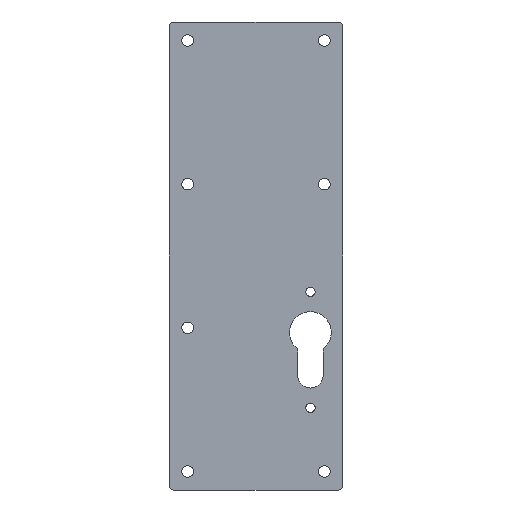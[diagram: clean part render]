
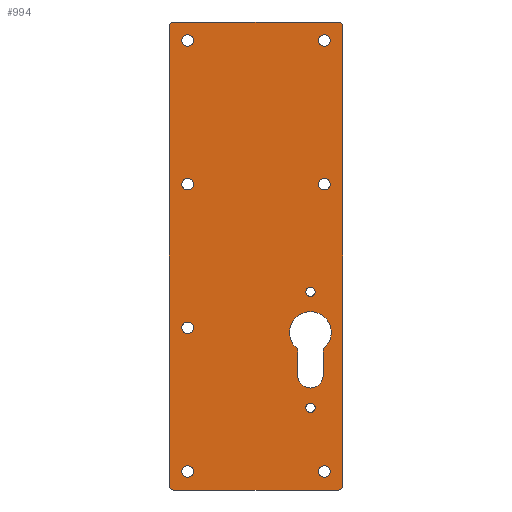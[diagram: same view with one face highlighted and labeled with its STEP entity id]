
A CAD part, left-side view. The second image highlights one B-rep face of the part: STEP entity #994.
In plain terms, the highlighted planar face has unit normal (-1, 0, 0).
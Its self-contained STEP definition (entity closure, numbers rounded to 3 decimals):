
#61=CARTESIAN_POINT('Vertex',(0.,-14.,150.5)) ;
#66=CARTESIAN_POINT('Line Origine',(0.,-14.,51.5)) ;
#70=CARTESIAN_POINT('Vertex',(0.,-14.,-47.5)) ;
#97=CARTESIAN_POINT('Axis2P3D Location',(0.,-12.,-47.5)) ;
#101=CARTESIAN_POINT('Vertex',(0.,-12.,-49.5)) ;
#128=CARTESIAN_POINT('Line Origine',(0.,23.5,-49.5)) ;
#132=CARTESIAN_POINT('Vertex',(0.,59.,-49.5)) ;
#159=CARTESIAN_POINT('Axis2P3D Location',(0.,59.,-47.5)) ;
#163=CARTESIAN_POINT('Vertex',(0.,61.,-47.5)) ;
#190=CARTESIAN_POINT('Line Origine',(0.,61.,51.5)) ;
#194=CARTESIAN_POINT('Vertex',(0.,61.,150.5)) ;
#221=CARTESIAN_POINT('Axis2P3D Location',(0.,59.,150.5)) ;
#225=CARTESIAN_POINT('Vertex',(0.,59.,152.5)) ;
#252=CARTESIAN_POINT('Line Origine',(0.,23.5,152.5)) ;
#256=CARTESIAN_POINT('Vertex',(0.,-12.,152.5)) ;
#283=CARTESIAN_POINT('Axis2P3D Location',(0.,-12.,150.5)) ;
#318=CARTESIAN_POINT('Vertex',(0.,2.,36.)) ;
#321=CARTESIAN_POINT('Axis2P3D Location',(0.,0.,36.)) ;
#325=CARTESIAN_POINT('Vertex',(0.,-2.,36.)) ;
#345=CARTESIAN_POINT('Axis2P3D Location',(0.,0.,36.)) ;
#375=CARTESIAN_POINT('Vertex',(0.,2.,-14.)) ;
#378=CARTESIAN_POINT('Axis2P3D Location',(0.,0.,-14.)) ;
#382=CARTESIAN_POINT('Vertex',(0.,-2.,-14.)) ;
#402=CARTESIAN_POINT('Axis2P3D Location',(0.,0.,-14.)) ;
#432=CARTESIAN_POINT('Vertex',(0.,55.5,144.5)) ;
#435=CARTESIAN_POINT('Axis2P3D Location',(0.,53.,144.5)) ;
#439=CARTESIAN_POINT('Vertex',(0.,50.5,144.5)) ;
#459=CARTESIAN_POINT('Axis2P3D Location',(0.,53.,144.5)) ;
#489=CARTESIAN_POINT('Vertex',(0.,-3.5,144.5)) ;
#492=CARTESIAN_POINT('Axis2P3D Location',(0.,-6.,144.5)) ;
#496=CARTESIAN_POINT('Vertex',(0.,-8.5,144.5)) ;
#516=CARTESIAN_POINT('Axis2P3D Location',(0.,-6.,144.5)) ;
#546=CARTESIAN_POINT('Vertex',(0.,55.5,-41.5)) ;
#549=CARTESIAN_POINT('Axis2P3D Location',(0.,53.,-41.5)) ;
#553=CARTESIAN_POINT('Vertex',(0.,50.5,-41.5)) ;
#573=CARTESIAN_POINT('Axis2P3D Location',(0.,53.,-41.5)) ;
#603=CARTESIAN_POINT('Vertex',(0.,-3.5,-41.5)) ;
#606=CARTESIAN_POINT('Axis2P3D Location',(0.,-6.,-41.5)) ;
#610=CARTESIAN_POINT('Vertex',(0.,-8.5,-41.5)) ;
#630=CARTESIAN_POINT('Axis2P3D Location',(0.,-6.,-41.5)) ;
#660=CARTESIAN_POINT('Vertex',(0.,55.5,82.5)) ;
#663=CARTESIAN_POINT('Axis2P3D Location',(0.,53.,82.5)) ;
#667=CARTESIAN_POINT('Vertex',(0.,50.5,82.5)) ;
#687=CARTESIAN_POINT('Axis2P3D Location',(0.,53.,82.5)) ;
#717=CARTESIAN_POINT('Vertex',(0.,55.5,20.5)) ;
#720=CARTESIAN_POINT('Axis2P3D Location',(0.,53.,20.5)) ;
#724=CARTESIAN_POINT('Vertex',(0.,50.5,20.5)) ;
#744=CARTESIAN_POINT('Axis2P3D Location',(0.,53.,20.5)) ;
#774=CARTESIAN_POINT('Vertex',(0.,-3.5,82.5)) ;
#777=CARTESIAN_POINT('Axis2P3D Location',(0.,-6.,82.5)) ;
#781=CARTESIAN_POINT('Vertex',(0.,-8.5,82.5)) ;
#801=CARTESIAN_POINT('Axis2P3D Location',(0.,-6.,82.5)) ;
#831=CARTESIAN_POINT('Vertex',(0.,-5.5,0.)) ;
#834=CARTESIAN_POINT('Line Origine',(0.,-5.5,5.688)) ;
#838=CARTESIAN_POINT('Vertex',(0.,-5.5,11.376)) ;
#865=CARTESIAN_POINT('Axis2P3D Location',(0.,0.,18.5)) ;
#869=CARTESIAN_POINT('Vertex',(0.,5.5,11.376)) ;
#896=CARTESIAN_POINT('Line Origine',(0.,5.5,5.688)) ;
#900=CARTESIAN_POINT('Vertex',(0.,5.5,0.)) ;
#925=CARTESIAN_POINT('Axis2P3D Location',(0.,0.,0.)) ;
#937=CARTESIAN_POINT('Axis2P3D Location',(0.,0.,0.)) ;
#67=DIRECTION('Vector Direction',(0.,0.,-1.)) ;
#98=DIRECTION('Axis2P3D Direction',(1.,0.,0.)) ;
#129=DIRECTION('Vector Direction',(0.,-1.,0.)) ;
#160=DIRECTION('Axis2P3D Direction',(1.,0.,0.)) ;
#191=DIRECTION('Vector Direction',(0.,0.,-1.)) ;
#222=DIRECTION('Axis2P3D Direction',(1.,0.,0.)) ;
#253=DIRECTION('Vector Direction',(0.,1.,0.)) ;
#284=DIRECTION('Axis2P3D Direction',(1.,0.,0.)) ;
#322=DIRECTION('Axis2P3D Direction',(1.,0.,0.)) ;
#346=DIRECTION('Axis2P3D Direction',(1.,0.,0.)) ;
#379=DIRECTION('Axis2P3D Direction',(1.,0.,0.)) ;
#403=DIRECTION('Axis2P3D Direction',(1.,0.,0.)) ;
#436=DIRECTION('Axis2P3D Direction',(1.,0.,0.)) ;
#460=DIRECTION('Axis2P3D Direction',(1.,0.,0.)) ;
#493=DIRECTION('Axis2P3D Direction',(1.,0.,0.)) ;
#517=DIRECTION('Axis2P3D Direction',(1.,0.,0.)) ;
#550=DIRECTION('Axis2P3D Direction',(1.,0.,0.)) ;
#574=DIRECTION('Axis2P3D Direction',(1.,0.,0.)) ;
#607=DIRECTION('Axis2P3D Direction',(1.,0.,0.)) ;
#631=DIRECTION('Axis2P3D Direction',(1.,0.,0.)) ;
#664=DIRECTION('Axis2P3D Direction',(1.,0.,0.)) ;
#688=DIRECTION('Axis2P3D Direction',(1.,0.,0.)) ;
#721=DIRECTION('Axis2P3D Direction',(1.,0.,0.)) ;
#745=DIRECTION('Axis2P3D Direction',(1.,0.,0.)) ;
#778=DIRECTION('Axis2P3D Direction',(1.,0.,0.)) ;
#802=DIRECTION('Axis2P3D Direction',(1.,0.,0.)) ;
#835=DIRECTION('Vector Direction',(0.,0.,1.)) ;
#866=DIRECTION('Axis2P3D Direction',(1.,0.,0.)) ;
#897=DIRECTION('Vector Direction',(0.,0.,1.)) ;
#926=DIRECTION('Axis2P3D Direction',(1.,0.,0.)) ;
#938=DIRECTION('Axis2P3D Direction',(1.,0.,0.)) ;
#939=DIRECTION('Axis2P3D XDirection',(0.,1.,0.)) ;
#99=AXIS2_PLACEMENT_3D('Circle Axis2P3D',#97,#98,$) ;
#161=AXIS2_PLACEMENT_3D('Circle Axis2P3D',#159,#160,$) ;
#223=AXIS2_PLACEMENT_3D('Circle Axis2P3D',#221,#222,$) ;
#285=AXIS2_PLACEMENT_3D('Circle Axis2P3D',#283,#284,$) ;
#323=AXIS2_PLACEMENT_3D('Circle Axis2P3D',#321,#322,$) ;
#347=AXIS2_PLACEMENT_3D('Circle Axis2P3D',#345,#346,$) ;
#380=AXIS2_PLACEMENT_3D('Circle Axis2P3D',#378,#379,$) ;
#404=AXIS2_PLACEMENT_3D('Circle Axis2P3D',#402,#403,$) ;
#437=AXIS2_PLACEMENT_3D('Circle Axis2P3D',#435,#436,$) ;
#461=AXIS2_PLACEMENT_3D('Circle Axis2P3D',#459,#460,$) ;
#494=AXIS2_PLACEMENT_3D('Circle Axis2P3D',#492,#493,$) ;
#518=AXIS2_PLACEMENT_3D('Circle Axis2P3D',#516,#517,$) ;
#551=AXIS2_PLACEMENT_3D('Circle Axis2P3D',#549,#550,$) ;
#575=AXIS2_PLACEMENT_3D('Circle Axis2P3D',#573,#574,$) ;
#608=AXIS2_PLACEMENT_3D('Circle Axis2P3D',#606,#607,$) ;
#632=AXIS2_PLACEMENT_3D('Circle Axis2P3D',#630,#631,$) ;
#665=AXIS2_PLACEMENT_3D('Circle Axis2P3D',#663,#664,$) ;
#689=AXIS2_PLACEMENT_3D('Circle Axis2P3D',#687,#688,$) ;
#722=AXIS2_PLACEMENT_3D('Circle Axis2P3D',#720,#721,$) ;
#746=AXIS2_PLACEMENT_3D('Circle Axis2P3D',#744,#745,$) ;
#779=AXIS2_PLACEMENT_3D('Circle Axis2P3D',#777,#778,$) ;
#803=AXIS2_PLACEMENT_3D('Circle Axis2P3D',#801,#802,$) ;
#867=AXIS2_PLACEMENT_3D('Circle Axis2P3D',#865,#866,$) ;
#927=AXIS2_PLACEMENT_3D('Circle Axis2P3D',#925,#926,$) ;
#940=AXIS2_PLACEMENT_3D('Plane Axis2P3D',#937,#938,#939) ;
#943=ORIENTED_EDGE('',*,*,#287,.F.) ;
#944=ORIENTED_EDGE('',*,*,#258,.F.) ;
#945=ORIENTED_EDGE('',*,*,#227,.F.) ;
#946=ORIENTED_EDGE('',*,*,#196,.F.) ;
#947=ORIENTED_EDGE('',*,*,#165,.F.) ;
#948=ORIENTED_EDGE('',*,*,#134,.F.) ;
#949=ORIENTED_EDGE('',*,*,#103,.F.) ;
#950=ORIENTED_EDGE('',*,*,#72,.F.) ;
#953=ORIENTED_EDGE('',*,*,#349,.T.) ;
#954=ORIENTED_EDGE('',*,*,#327,.T.) ;
#957=ORIENTED_EDGE('',*,*,#406,.T.) ;
#958=ORIENTED_EDGE('',*,*,#384,.T.) ;
#961=ORIENTED_EDGE('',*,*,#463,.T.) ;
#962=ORIENTED_EDGE('',*,*,#441,.T.) ;
#965=ORIENTED_EDGE('',*,*,#520,.T.) ;
#966=ORIENTED_EDGE('',*,*,#498,.T.) ;
#969=ORIENTED_EDGE('',*,*,#577,.T.) ;
#970=ORIENTED_EDGE('',*,*,#555,.T.) ;
#973=ORIENTED_EDGE('',*,*,#634,.T.) ;
#974=ORIENTED_EDGE('',*,*,#612,.T.) ;
#977=ORIENTED_EDGE('',*,*,#691,.T.) ;
#978=ORIENTED_EDGE('',*,*,#669,.T.) ;
#981=ORIENTED_EDGE('',*,*,#748,.T.) ;
#982=ORIENTED_EDGE('',*,*,#726,.T.) ;
#985=ORIENTED_EDGE('',*,*,#805,.T.) ;
#986=ORIENTED_EDGE('',*,*,#783,.T.) ;
#989=ORIENTED_EDGE('',*,*,#929,.T.) ;
#990=ORIENTED_EDGE('',*,*,#902,.T.) ;
#991=ORIENTED_EDGE('',*,*,#871,.T.) ;
#992=ORIENTED_EDGE('',*,*,#840,.T.) ;
#955=FACE_BOUND('',#952,.T.) ;
#959=FACE_BOUND('',#956,.T.) ;
#963=FACE_BOUND('',#960,.T.) ;
#967=FACE_BOUND('',#964,.T.) ;
#971=FACE_BOUND('',#968,.T.) ;
#975=FACE_BOUND('',#972,.T.) ;
#979=FACE_BOUND('',#976,.T.) ;
#983=FACE_BOUND('',#980,.T.) ;
#987=FACE_BOUND('',#984,.T.) ;
#993=FACE_BOUND('',#988,.T.) ;
#68=VECTOR('Line Direction',#67,1.) ;
#130=VECTOR('Line Direction',#129,1.) ;
#192=VECTOR('Line Direction',#191,1.) ;
#254=VECTOR('Line Direction',#253,1.) ;
#836=VECTOR('Line Direction',#835,1.) ;
#898=VECTOR('Line Direction',#897,1.) ;
#994=ADVANCED_FACE('',(#951,#955,#959,#963,#967,#971,#975,#979,#983,#987,#993),#941,.F.) ;
#100=CIRCLE('generated circle',#99,2.) ;
#162=CIRCLE('generated circle',#161,2.) ;
#224=CIRCLE('generated circle',#223,2.) ;
#286=CIRCLE('generated circle',#285,2.) ;
#324=CIRCLE('generated circle',#323,2.) ;
#348=CIRCLE('generated circle',#347,2.) ;
#381=CIRCLE('generated circle',#380,2.) ;
#405=CIRCLE('generated circle',#404,2.) ;
#438=CIRCLE('generated circle',#437,2.5) ;
#462=CIRCLE('generated circle',#461,2.5) ;
#495=CIRCLE('generated circle',#494,2.5) ;
#519=CIRCLE('generated circle',#518,2.5) ;
#552=CIRCLE('generated circle',#551,2.5) ;
#576=CIRCLE('generated circle',#575,2.5) ;
#609=CIRCLE('generated circle',#608,2.5) ;
#633=CIRCLE('generated circle',#632,2.5) ;
#666=CIRCLE('generated circle',#665,2.5) ;
#690=CIRCLE('generated circle',#689,2.5) ;
#723=CIRCLE('generated circle',#722,2.5) ;
#747=CIRCLE('generated circle',#746,2.5) ;
#780=CIRCLE('generated circle',#779,2.5) ;
#804=CIRCLE('generated circle',#803,2.5) ;
#868=CIRCLE('generated circle',#867,9.) ;
#928=CIRCLE('generated circle',#927,5.5) ;
#72=EDGE_CURVE('',#62,#71,#69,.T.) ;
#103=EDGE_CURVE('',#71,#102,#100,.T.) ;
#134=EDGE_CURVE('',#102,#133,#131,.F.) ;
#165=EDGE_CURVE('',#133,#164,#162,.T.) ;
#196=EDGE_CURVE('',#164,#195,#193,.F.) ;
#227=EDGE_CURVE('',#195,#226,#224,.T.) ;
#258=EDGE_CURVE('',#226,#257,#255,.F.) ;
#287=EDGE_CURVE('',#257,#62,#286,.T.) ;
#327=EDGE_CURVE('',#326,#319,#324,.T.) ;
#349=EDGE_CURVE('',#319,#326,#348,.T.) ;
#384=EDGE_CURVE('',#383,#376,#381,.T.) ;
#406=EDGE_CURVE('',#376,#383,#405,.T.) ;
#441=EDGE_CURVE('',#440,#433,#438,.T.) ;
#463=EDGE_CURVE('',#433,#440,#462,.T.) ;
#498=EDGE_CURVE('',#497,#490,#495,.T.) ;
#520=EDGE_CURVE('',#490,#497,#519,.T.) ;
#555=EDGE_CURVE('',#554,#547,#552,.T.) ;
#577=EDGE_CURVE('',#547,#554,#576,.T.) ;
#612=EDGE_CURVE('',#611,#604,#609,.T.) ;
#634=EDGE_CURVE('',#604,#611,#633,.T.) ;
#669=EDGE_CURVE('',#668,#661,#666,.T.) ;
#691=EDGE_CURVE('',#661,#668,#690,.T.) ;
#726=EDGE_CURVE('',#725,#718,#723,.T.) ;
#748=EDGE_CURVE('',#718,#725,#747,.T.) ;
#783=EDGE_CURVE('',#782,#775,#780,.T.) ;
#805=EDGE_CURVE('',#775,#782,#804,.T.) ;
#840=EDGE_CURVE('',#839,#832,#837,.F.) ;
#871=EDGE_CURVE('',#870,#839,#868,.T.) ;
#902=EDGE_CURVE('',#901,#870,#899,.T.) ;
#929=EDGE_CURVE('',#832,#901,#928,.T.) ;
#942=EDGE_LOOP('',(#943,#944,#945,#946,#947,#948,#949,#950)) ;
#952=EDGE_LOOP('',(#953,#954)) ;
#956=EDGE_LOOP('',(#957,#958)) ;
#960=EDGE_LOOP('',(#961,#962)) ;
#964=EDGE_LOOP('',(#965,#966)) ;
#968=EDGE_LOOP('',(#969,#970)) ;
#972=EDGE_LOOP('',(#973,#974)) ;
#976=EDGE_LOOP('',(#977,#978)) ;
#980=EDGE_LOOP('',(#981,#982)) ;
#984=EDGE_LOOP('',(#985,#986)) ;
#988=EDGE_LOOP('',(#989,#990,#991,#992)) ;
#951=FACE_OUTER_BOUND('',#942,.T.) ;
#69=LINE('Line',#66,#68) ;
#131=LINE('Line',#128,#130) ;
#193=LINE('Line',#190,#192) ;
#255=LINE('Line',#252,#254) ;
#837=LINE('Line',#834,#836) ;
#899=LINE('Line',#896,#898) ;
#941=PLANE('Plane',#940) ;
#62=VERTEX_POINT('',#61) ;
#71=VERTEX_POINT('',#70) ;
#102=VERTEX_POINT('',#101) ;
#133=VERTEX_POINT('',#132) ;
#164=VERTEX_POINT('',#163) ;
#195=VERTEX_POINT('',#194) ;
#226=VERTEX_POINT('',#225) ;
#257=VERTEX_POINT('',#256) ;
#319=VERTEX_POINT('',#318) ;
#326=VERTEX_POINT('',#325) ;
#376=VERTEX_POINT('',#375) ;
#383=VERTEX_POINT('',#382) ;
#433=VERTEX_POINT('',#432) ;
#440=VERTEX_POINT('',#439) ;
#490=VERTEX_POINT('',#489) ;
#497=VERTEX_POINT('',#496) ;
#547=VERTEX_POINT('',#546) ;
#554=VERTEX_POINT('',#553) ;
#604=VERTEX_POINT('',#603) ;
#611=VERTEX_POINT('',#610) ;
#661=VERTEX_POINT('',#660) ;
#668=VERTEX_POINT('',#667) ;
#718=VERTEX_POINT('',#717) ;
#725=VERTEX_POINT('',#724) ;
#775=VERTEX_POINT('',#774) ;
#782=VERTEX_POINT('',#781) ;
#832=VERTEX_POINT('',#831) ;
#839=VERTEX_POINT('',#838) ;
#870=VERTEX_POINT('',#869) ;
#901=VERTEX_POINT('',#900) ;
